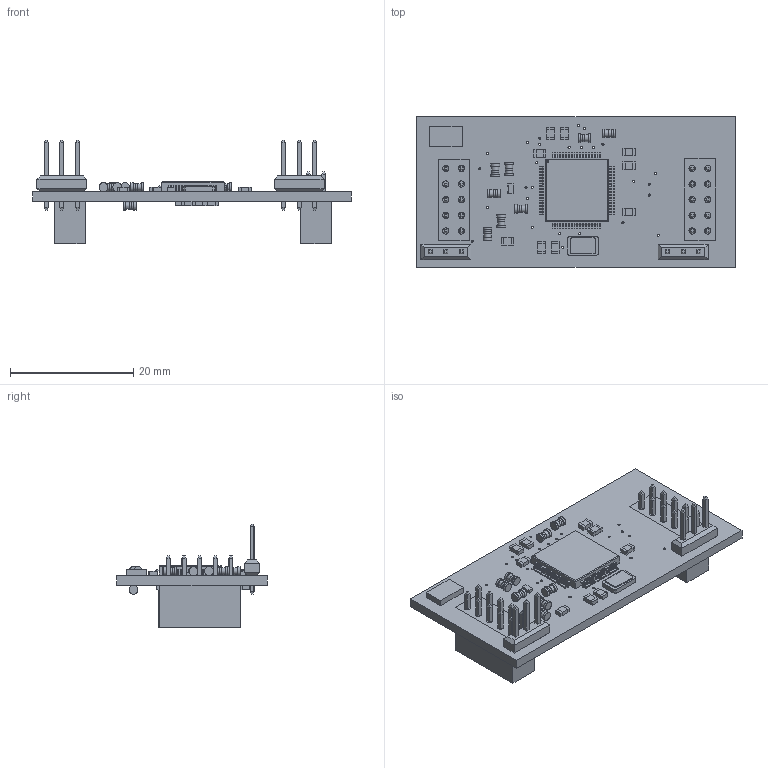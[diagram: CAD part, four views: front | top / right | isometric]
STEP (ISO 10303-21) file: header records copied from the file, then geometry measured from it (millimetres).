
FILE_DESCRIPTION(/* description */ (''),/* implementation_level */ '2;1');
FILE_NAME(/* name */ '5b92d956-a7d4-4023-a829-57f35fcefe2b.stp',/* time_stamp */ '2019-06-13T12:25:42+00:00',/* author */ (''),/* organization */ (''),/* preprocessor_version */ 'ST-DEVELOPER v18',/* originating_system */ 'Autodesk Translation Framework v8.2.0.1029',/* authorisation */ '');
FILE_SCHEMA (('AUTOMOTIVE_DESIGN { 1 0 10303 214 3 1 1 }'));
Length unit declared in the file: millimetre
Products named in the file (13): 5b92d956-a7d4-4023-a829-57f35fcefe2b; PCB Component; Board; 10n; JP2; JP2 (1); 2X05; 2X05 (1); 33; LFXTAL061486BULK; ADAS1000-4QFP64-ADAS; 18-235/R6GHBHC-A01/2T; 87758-0616
Assembly tree (36 placements, depth 3):
  5b92d956-a7d4-4023-a829-57f35fcefe2b
    PCB Component
      Board
      10n  x17
      JP2
      JP2 (1)
      2X05
      2X05 (1)
      33  x9
      LFXTAL061486BULK
      ADAS1000-4QFP64-ADAS
      18-235/R6GHBHC-A01/2T
      87758-0616
Bounding box: 51.75 x 24.5 x 16.88 mm (x, y, z)
Volume: 3419 mm3; surface area: 5212.4 mm2
Topology: 35 solids, 35 shells, 1840 faces, 4694 edges, 3079 vertices
Faces by surface type: plane 1463, cylinder 377
Full cylindrical faces by diameter (mm): 0.3 x1, 0.35 x31, 0.9 x6, 0.914 x6, 1.016 x20, 1.16 x18, 1.162 x9, 1.45 x18
Entity records: 48154 total; most frequent: CARTESIAN_POINT 8030, ORIENTED_EDGE 7836, DIRECTION 7765, EDGE_CURVE 3918, LINE 3225, VECTOR 3225, VERTEX_POINT 2535, AXIS2_PLACEMENT_3D 2270
